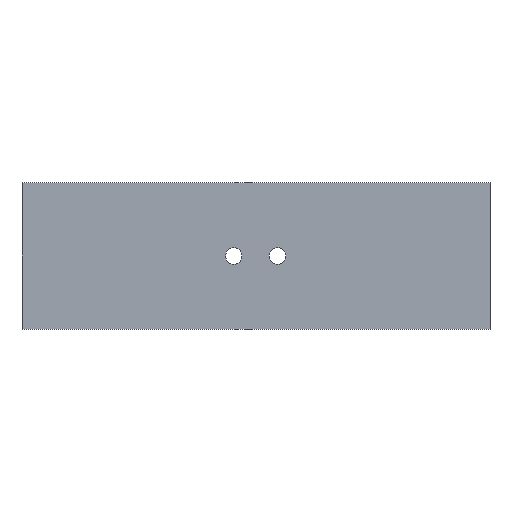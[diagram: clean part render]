
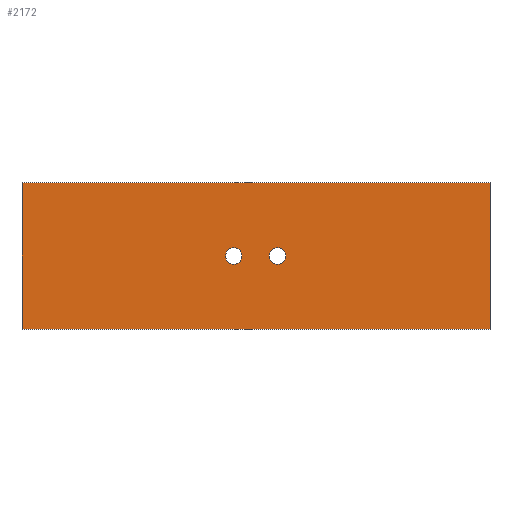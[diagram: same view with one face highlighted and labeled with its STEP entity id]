
A CAD part, front view. The second image highlights one B-rep face of the part: STEP entity #2172.
In plain terms, the highlighted face is planar.
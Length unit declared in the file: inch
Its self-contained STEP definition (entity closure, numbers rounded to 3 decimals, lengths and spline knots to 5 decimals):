
#77 = VERTEX_POINT ( 'NONE', #16248 ) ;
#95 = EDGE_CURVE ( 'NONE', #19976, #15206, #1753, .T. ) ;
#342 = VECTOR ( 'NONE', #2377, 39.37008 ) ;
#565 = AXIS2_PLACEMENT_3D ( 'NONE', #16358, #22849, #21020 ) ;
#596 = VECTOR ( 'NONE', #19537, 39.37008 ) ;
#900 = LINE ( 'NONE', #11629, #342 ) ;
#908 = CARTESIAN_POINT ( 'NONE',  ( -4., 1.25, 0. ) ) ;
#1279 = DIRECTION ( 'NONE',  ( 1., 0., 0. ) ) ;
#1753 = CIRCLE ( 'NONE', #11475, 0.1405 ) ;
#2172 = ADVANCED_FACE ( 'NONE', ( #4509, #8277, #4867 ), #12164, .F. ) ;
#2377 = DIRECTION ( 'NONE',  ( -1., 0., 0. ) ) ;
#3040 = CARTESIAN_POINT ( 'NONE',  ( -0.2395, 0., 0. ) ) ;
#3280 = ORIENTED_EDGE ( 'NONE', *, *, #16602, .T. ) ;
#3615 = EDGE_LOOP ( 'NONE', ( #12935, #20814, #23838, #18868 ) ) ;
#4110 = EDGE_CURVE ( 'NONE', #15206, #19976, #12213, .T. ) ;
#4478 = EDGE_CURVE ( 'NONE', #77, #23965, #9122, .T. ) ;
#4509 = FACE_BOUND ( 'NONE', #18366, .T. ) ;
#4867 = FACE_OUTER_BOUND ( 'NONE', #3615, .T. ) ;
#5517 = DIRECTION ( 'NONE',  ( 0., 0., 1. ) ) ;
#5938 = CARTESIAN_POINT ( 'NONE',  ( 0.37, 0., 0. ) ) ;
#6294 = EDGE_CURVE ( 'NONE', #7119, #23347, #14848, .T. ) ;
#6749 = ORIENTED_EDGE ( 'NONE', *, *, #4478, .T. ) ;
#6973 = EDGE_CURVE ( 'NONE', #8485, #11825, #19898, .T. ) ;
#7119 = VERTEX_POINT ( 'NONE', #19149 ) ;
#7181 = CARTESIAN_POINT ( 'NONE',  ( 4., 1.25, 0. ) ) ;
#8277 = FACE_BOUND ( 'NONE', #10445, .T. ) ;
#8485 = VERTEX_POINT ( 'NONE', #20573 ) ;
#9122 = CIRCLE ( 'NONE', #565, 0.1405 ) ;
#9250 = VECTOR ( 'NONE', #12343, 39.37008 ) ;
#9878 = ORIENTED_EDGE ( 'NONE', *, *, #95, .T. ) ;
#10219 = DIRECTION ( 'NONE',  ( 0., 0., 1. ) ) ;
#10402 = LINE ( 'NONE', #12104, #596 ) ;
#10445 = EDGE_LOOP ( 'NONE', ( #9878, #17808 ) ) ;
#10847 = CIRCLE ( 'NONE', #12009, 0.1405 ) ;
#10880 = DIRECTION ( 'NONE',  ( 1., 0., 0. ) ) ;
#11475 = AXIS2_PLACEMENT_3D ( 'NONE', #14048, #14172, #1279 ) ;
#11629 = CARTESIAN_POINT ( 'NONE',  ( -4., 1.25, 0. ) ) ;
#11825 = VERTEX_POINT ( 'NONE', #20044 ) ;
#12009 = AXIS2_PLACEMENT_3D ( 'NONE', #18062, #5517, #10880 ) ;
#12104 = CARTESIAN_POINT ( 'NONE',  ( -4., -1.25, 0. ) ) ;
#12164 = PLANE ( 'NONE',  #23474 ) ;
#12213 = CIRCLE ( 'NONE', #18457, 0.1405 ) ;
#12288 = CARTESIAN_POINT ( 'NONE',  ( 0., 0., 0. ) ) ;
#12343 = DIRECTION ( 'NONE',  ( 0., -1., 0. ) ) ;
#12430 = EDGE_CURVE ( 'NONE', #23347, #8485, #900, .T. ) ;
#12935 = ORIENTED_EDGE ( 'NONE', *, *, #6294, .F. ) ;
#13355 = DIRECTION ( 'NONE',  ( 1., 0., 0. ) ) ;
#14048 = CARTESIAN_POINT ( 'NONE',  ( 0.37, 0., 0. ) ) ;
#14172 = DIRECTION ( 'NONE',  ( 0., 0., 1. ) ) ;
#14848 = LINE ( 'NONE', #7181, #15844 ) ;
#15206 = VERTEX_POINT ( 'NONE', #17468 ) ;
#15844 = VECTOR ( 'NONE', #22401, 39.37008 ) ;
#16248 = CARTESIAN_POINT ( 'NONE',  ( -0.5205, 0., 0. ) ) ;
#16358 = CARTESIAN_POINT ( 'NONE',  ( -0.38, 0., 0. ) ) ;
#16602 = EDGE_CURVE ( 'NONE', #23965, #77, #10847, .T. ) ;
#17468 = CARTESIAN_POINT ( 'NONE',  ( 0.2295, 0., 0. ) ) ;
#17808 = ORIENTED_EDGE ( 'NONE', *, *, #4110, .T. ) ;
#18062 = CARTESIAN_POINT ( 'NONE',  ( -0.38, 0., 0. ) ) ;
#18366 = EDGE_LOOP ( 'NONE', ( #3280, #6749 ) ) ;
#18457 = AXIS2_PLACEMENT_3D ( 'NONE', #5938, #22970, #13355 ) ;
#18868 = ORIENTED_EDGE ( 'NONE', *, *, #12430, .F. ) ;
#19149 = CARTESIAN_POINT ( 'NONE',  ( 4., -1.25, 0. ) ) ;
#19537 = DIRECTION ( 'NONE',  ( 1., 0., 0. ) ) ;
#19563 = CARTESIAN_POINT ( 'NONE',  ( 4., 1.25, 0. ) ) ;
#19601 = DIRECTION ( 'NONE',  ( 1., 0., 0. ) ) ;
#19650 = CARTESIAN_POINT ( 'NONE',  ( 0.5105, 0., 0. ) ) ;
#19898 = LINE ( 'NONE', #908, #9250 ) ;
#19976 = VERTEX_POINT ( 'NONE', #19650 ) ;
#20044 = CARTESIAN_POINT ( 'NONE',  ( -4., -1.25, 0. ) ) ;
#20573 = CARTESIAN_POINT ( 'NONE',  ( -4., 1.25, 0. ) ) ;
#20814 = ORIENTED_EDGE ( 'NONE', *, *, #21298, .F. ) ;
#21020 = DIRECTION ( 'NONE',  ( 1., 0., 0. ) ) ;
#21298 = EDGE_CURVE ( 'NONE', #11825, #7119, #10402, .T. ) ;
#22401 = DIRECTION ( 'NONE',  ( 0., 1., 0. ) ) ;
#22849 = DIRECTION ( 'NONE',  ( 0., 0., 1. ) ) ;
#22970 = DIRECTION ( 'NONE',  ( 0., 0., 1. ) ) ;
#23347 = VERTEX_POINT ( 'NONE', #19563 ) ;
#23474 = AXIS2_PLACEMENT_3D ( 'NONE', #12288, #10219, #19601 ) ;
#23838 = ORIENTED_EDGE ( 'NONE', *, *, #6973, .F. ) ;
#23965 = VERTEX_POINT ( 'NONE', #3040 ) ;
